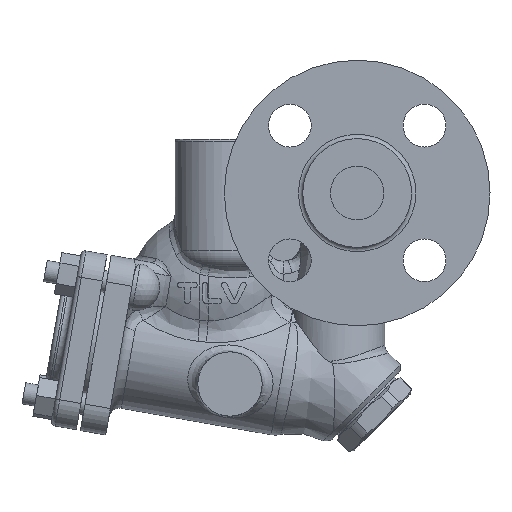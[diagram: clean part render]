
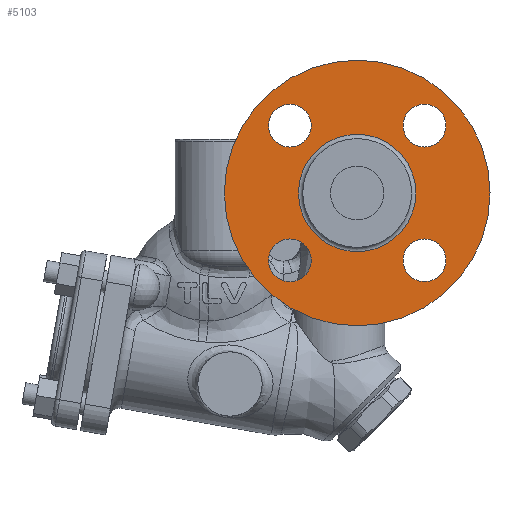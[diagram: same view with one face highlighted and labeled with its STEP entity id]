
A CAD part, front view. The second image highlights one B-rep face of the part: STEP entity #5103.
In plain terms, the highlighted planar face has unit normal (0, -1, 0).
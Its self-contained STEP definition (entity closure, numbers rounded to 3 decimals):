
#225=FACE_BOUND('',#1510,.T.);
#226=FACE_BOUND('',#1511,.T.);
#227=FACE_BOUND('',#1512,.T.);
#228=FACE_BOUND('',#1513,.T.);
#229=FACE_BOUND('',#1514,.T.);
#759=CIRCLE('',#5634,62.);
#762=CIRCLE('',#5640,10.);
#763=CIRCLE('',#5642,10.);
#764=CIRCLE('',#5644,10.);
#765=CIRCLE('',#5646,10.);
#768=CIRCLE('',#5652,27.4);
#1095=FACE_OUTER_BOUND('',#1509,.T.);
#1509=EDGE_LOOP('',(#4648));
#1510=EDGE_LOOP('',(#4649));
#1511=EDGE_LOOP('',(#4650));
#1512=EDGE_LOOP('',(#4651));
#1513=EDGE_LOOP('',(#4652));
#1514=EDGE_LOOP('',(#4653));
#2496=VERTEX_POINT('',#11696);
#2499=VERTEX_POINT('',#11705);
#2500=VERTEX_POINT('',#11708);
#2501=VERTEX_POINT('',#11711);
#2502=VERTEX_POINT('',#11714);
#2505=VERTEX_POINT('',#11723);
#3215=EDGE_CURVE('',#2496,#2496,#759,.T.);
#3218=EDGE_CURVE('',#2499,#2499,#762,.T.);
#3219=EDGE_CURVE('',#2500,#2500,#763,.T.);
#3220=EDGE_CURVE('',#2501,#2501,#764,.T.);
#3221=EDGE_CURVE('',#2502,#2502,#765,.T.);
#3224=EDGE_CURVE('',#2505,#2505,#768,.T.);
#4648=ORIENTED_EDGE('',*,*,#3215,.F.);
#4649=ORIENTED_EDGE('',*,*,#3221,.T.);
#4650=ORIENTED_EDGE('',*,*,#3220,.T.);
#4651=ORIENTED_EDGE('',*,*,#3219,.T.);
#4652=ORIENTED_EDGE('',*,*,#3218,.T.);
#4653=ORIENTED_EDGE('',*,*,#3224,.F.);
#4789=PLANE('',#5651);
#5103=ADVANCED_FACE('',(#1095,#225,#226,#227,#228,#229),#4789,.T.);
#5634=AXIS2_PLACEMENT_3D('',#11697,#6948,#6949);
#5640=AXIS2_PLACEMENT_3D('',#11706,#6960,#6961);
#5642=AXIS2_PLACEMENT_3D('',#11709,#6964,#6965);
#5644=AXIS2_PLACEMENT_3D('',#11712,#6968,#6969);
#5646=AXIS2_PLACEMENT_3D('',#11715,#6972,#6973);
#5651=AXIS2_PLACEMENT_3D('',#11722,#6982,#6983);
#5652=AXIS2_PLACEMENT_3D('',#11724,#6984,#6985);
#6948=DIRECTION('center_axis',(0.,1.,0.));
#6949=DIRECTION('ref_axis',(1.,0.,0.));
#6960=DIRECTION('center_axis',(0.,1.,0.));
#6961=DIRECTION('ref_axis',(0.,0.,1.));
#6964=DIRECTION('center_axis',(0.,1.,0.));
#6965=DIRECTION('ref_axis',(-1.,0.,0.));
#6968=DIRECTION('center_axis',(0.,1.,0.));
#6969=DIRECTION('ref_axis',(0.,0.,-1.));
#6972=DIRECTION('center_axis',(0.,1.,0.));
#6973=DIRECTION('ref_axis',(1.,0.,0.));
#6982=DIRECTION('center_axis',(0.,-1.,0.));
#6983=DIRECTION('ref_axis',(0.,0.,-1.));
#6984=DIRECTION('center_axis',(0.,-1.,0.));
#6985=DIRECTION('ref_axis',(0.,0.,-1.));
#11696=CARTESIAN_POINT('',(122.,-86.6,132.));
#11697=CARTESIAN_POINT('Origin',(122.,-86.6,70.));
#11705=CARTESIAN_POINT('',(90.569,-86.6,111.431));
#11706=CARTESIAN_POINT('Origin',(90.569,-86.6,101.431));
#11708=CARTESIAN_POINT('',(80.569,-86.6,38.569));
#11709=CARTESIAN_POINT('Origin',(90.569,-86.6,38.569));
#11711=CARTESIAN_POINT('',(153.431,-86.6,28.569));
#11712=CARTESIAN_POINT('Origin',(153.431,-86.6,38.569));
#11714=CARTESIAN_POINT('',(163.431,-86.6,101.431));
#11715=CARTESIAN_POINT('Origin',(153.431,-86.6,101.431));
#11722=CARTESIAN_POINT('Origin',(122.,-86.6,132.));
#11723=CARTESIAN_POINT('',(122.,-86.6,97.4));
#11724=CARTESIAN_POINT('Origin',(122.,-86.6,70.));
